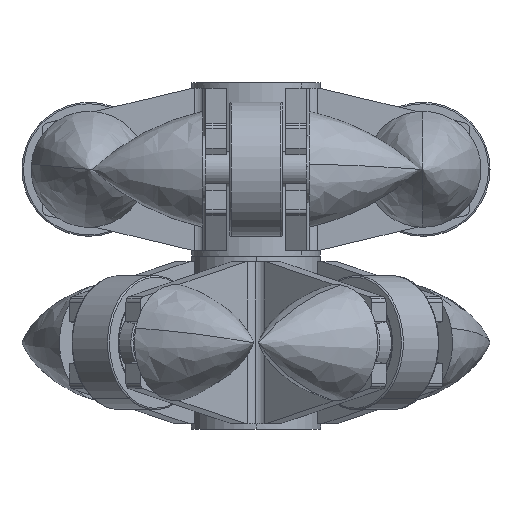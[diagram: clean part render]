
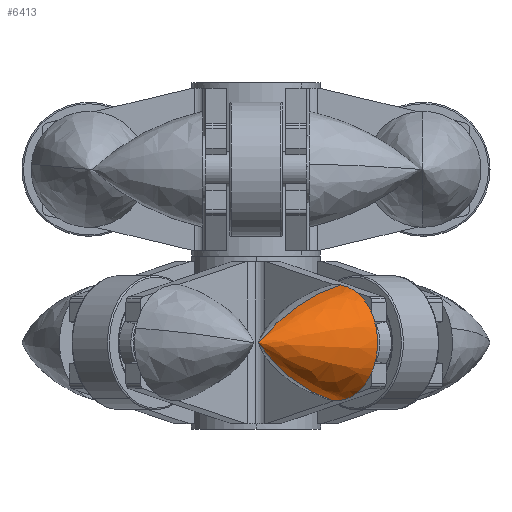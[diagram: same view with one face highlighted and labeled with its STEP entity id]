
A CAD part, left-side view. The second image highlights one B-rep face of the part: STEP entity #6413.
In plain terms, the highlighted free-form (B-spline) face has degree [2, 2] with [3, 9] control points.
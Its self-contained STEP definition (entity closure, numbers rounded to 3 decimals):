
#6349=CARTESIAN_POINT('',(-27.687,29.75,0.0));
#6350=CARTESIAN_POINT('',(-19.548,29.75,7.574));
#6351=CARTESIAN_POINT('',(-8.687,29.75,9.951));
#6352=CARTESIAN_POINT('',(-27.687,29.75,0.0));
#6353=CARTESIAN_POINT('',(-19.548,37.324,7.574));
#6354=CARTESIAN_POINT('',(-8.687,39.701,9.951));
#6355=CARTESIAN_POINT('',(-27.687,29.75,0.0));
#6356=CARTESIAN_POINT('',(-19.548,37.324,0.0));
#6357=CARTESIAN_POINT('',(-8.687,39.701,0.0));
#6358=CARTESIAN_POINT('',(-27.687,29.75,0.0));
#6359=CARTESIAN_POINT('',(-19.548,37.324,-7.574));
#6360=CARTESIAN_POINT('',(-8.687,39.701,-9.951));
#6361=CARTESIAN_POINT('',(-27.687,29.75,0.0));
#6362=CARTESIAN_POINT('',(-19.548,29.75,-7.574));
#6363=CARTESIAN_POINT('',(-8.687,29.75,-9.951));
#6364=CARTESIAN_POINT('',(-27.687,29.75,0.0));
#6365=CARTESIAN_POINT('',(-19.548,22.176,-7.574));
#6366=CARTESIAN_POINT('',(-8.687,19.799,-9.951));
#6367=CARTESIAN_POINT('',(-27.687,29.75,0.0));
#6368=CARTESIAN_POINT('',(-19.548,22.176,0.0));
#6369=CARTESIAN_POINT('',(-8.687,19.799,0.0));
#6370=CARTESIAN_POINT('',(-27.687,29.75,0.0));
#6371=CARTESIAN_POINT('',(-19.548,22.176,7.574));
#6372=CARTESIAN_POINT('',(-8.687,19.799,9.951));
#6373=CARTESIAN_POINT('',(-27.687,29.75,0.0));
#6374=CARTESIAN_POINT('',(-19.548,29.75,7.574));
#6375=CARTESIAN_POINT('',(-8.687,29.75,9.951));
#6383=(BOUNDED_SURFACE()B_SPLINE_SURFACE(2,2,((#6349,#6352,#6355,#6358,#6361,#6364,#6367,#6370,#6373),(#6350,#6353,#6356,#6359,#6362,#6365,#6368,#6371,#6374),(#6351,#6354,#6357,#6360,#6363,#6366,#6369,#6372,#6375)),.UNSPECIFIED.,.F.,.T.,.U.)B_SPLINE_SURFACE_WITH_KNOTS((3,3),(3,2,2,2,3),(-0.749,-0.215),(0.0,1.571,3.142,4.712,6.283),.UNSPECIFIED.)GEOMETRIC_REPRESENTATION_ITEM()RATIONAL_B_SPLINE_SURFACE(((1.0,0.707,1.0,0.707,1.0,0.707,1.0,0.707,1.0),(0.965,0.682,0.965,0.682,0.965,0.682,0.965,0.682,0.965),(1.0,0.707,1.0,0.707,1.0,0.707,1.0,0.707,1.0)))REPRESENTATION_ITEM('')SURFACE());
#6384=CARTESIAN_POINT('',(-8.687,29.75,9.951));
#6385=VERTEX_POINT('',#6384);
#6386=CARTESIAN_POINT('',(-27.687,29.75,0.0));
#6387=VERTEX_POINT('',#6386);
#6388=CARTESIAN_POINT('',(0.,29.75,-29.75));
#6389=DIRECTION('',(0.0,-1.0,0.0));
#6390=DIRECTION('',(0.0,0.0,1.0));
#6391=AXIS2_PLACEMENT_3D('',#6388,#6389,#6390);
#6392=CIRCLE('',#6391,40.64);
#6393=EDGE_CURVE('',#6385,#6387,#6392,.T.);
#6394=ORIENTED_EDGE('',*,*,#6393,.T.);
#6395=CARTESIAN_POINT('',(-8.687,29.75,-9.951));
#6396=VERTEX_POINT('',#6395);
#6397=CARTESIAN_POINT('',(0.,29.75,29.75));
#6398=DIRECTION('',(0.0,-1.0,0.0));
#6399=DIRECTION('',(0.0,0.0,-1.0));
#6400=AXIS2_PLACEMENT_3D('',#6397,#6398,#6399);
#6401=CIRCLE('',#6400,40.64);
#6402=EDGE_CURVE('',#6387,#6396,#6401,.T.);
#6403=ORIENTED_EDGE('',*,*,#6402,.T.);
#6404=CARTESIAN_POINT('',(-8.687,29.75,0.0));
#6405=DIRECTION('',(1.0,0.0,0.0));
#6406=DIRECTION('',(0.0,1.0,0.0));
#6407=AXIS2_PLACEMENT_3D('',#6404,#6405,#6406);
#6408=CIRCLE('',#6407,9.951);
#6409=EDGE_CURVE('',#6385,#6396,#6408,.T.);
#6410=ORIENTED_EDGE('',*,*,#6409,.F.);
#6411=EDGE_LOOP('',(#6394,#6403,#6410));
#6412=FACE_OUTER_BOUND('',#6411,.T.);
#6413=ADVANCED_FACE('',(#6412),#6383,.T.);
